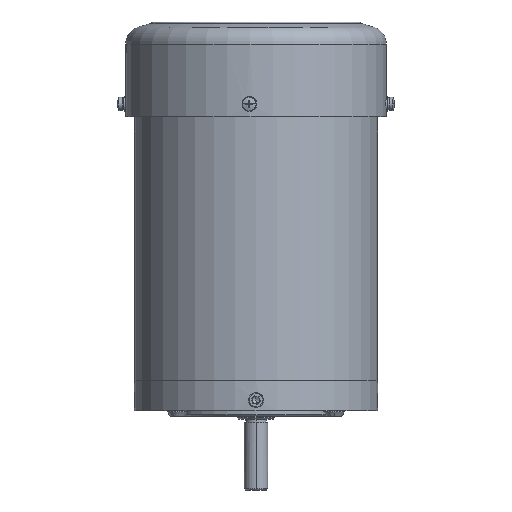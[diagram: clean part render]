
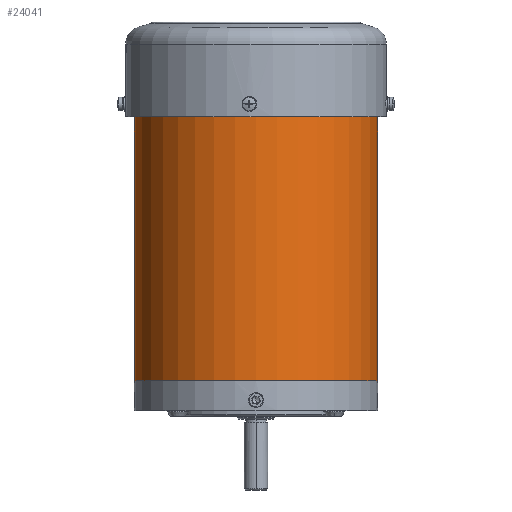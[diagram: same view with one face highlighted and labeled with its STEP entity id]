
A CAD part, front view. The second image highlights one B-rep face of the part: STEP entity #24041.
In plain terms, the highlighted cylindrical face has radius 82 mm (diameter 164 mm), a partial arc.
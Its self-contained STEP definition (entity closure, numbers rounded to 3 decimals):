
#2211 = ORIENTED_EDGE ( 'NONE', *, *, #22501, .F. ) ;
#3356 = CARTESIAN_POINT ( 'NONE',  ( 82., 0., 0. ) ) ;
#6443 = LINE ( 'NONE', #19879, #17060 ) ;
#7090 = DIRECTION ( 'NONE',  ( -1., 0., 0. ) ) ;
#8237 = DIRECTION ( 'NONE',  ( 0., 0., 1. ) ) ;
#8403 = VECTOR ( 'NONE', #20024, 1000. ) ;
#9358 = CARTESIAN_POINT ( 'NONE',  ( 82., 0., 180. ) ) ;
#9512 = LINE ( 'NONE', #9358, #8403 ) ;
#10485 = EDGE_CURVE ( 'NONE', #36032, #31642, #6443, .T. ) ;
#10674 = CARTESIAN_POINT ( 'NONE',  ( 0., 0., 180. ) ) ;
#10840 = DIRECTION ( 'NONE',  ( 0., 0., -1. ) ) ;
#11002 = CIRCLE ( 'NONE', #26336, 82. ) ;
#12958 = CIRCLE ( 'NONE', #18365, 82. ) ;
#13438 = CARTESIAN_POINT ( 'NONE',  ( 82., 0., 180. ) ) ;
#13678 = DIRECTION ( 'NONE',  ( 0., 0., 1. ) ) ;
#14543 = ORIENTED_EDGE ( 'NONE', *, *, #10485, .T. ) ;
#15119 = ORIENTED_EDGE ( 'NONE', *, *, #17397, .T. ) ;
#16991 = FACE_OUTER_BOUND ( 'NONE', #34158, .T. ) ;
#17060 = VECTOR ( 'NONE', #41208, 1000. ) ;
#17397 = EDGE_CURVE ( 'NONE', #31642, #19815, #12958, .T. ) ;
#18365 = AXIS2_PLACEMENT_3D ( 'NONE', #42372, #8237, #33348 ) ;
#18571 = EDGE_CURVE ( 'NONE', #41538, #19815, #9512, .T. ) ;
#19815 = VERTEX_POINT ( 'NONE', #3356 ) ;
#19879 = CARTESIAN_POINT ( 'NONE',  ( -82., 0., 180. ) ) ;
#20024 = DIRECTION ( 'NONE',  ( 0., 0., -1. ) ) ;
#22501 = EDGE_CURVE ( 'NONE', #36032, #41538, #11002, .T. ) ;
#24041 = ADVANCED_FACE ( 'NONE', ( #16991 ), #34925, .T. ) ;
#26336 = AXIS2_PLACEMENT_3D ( 'NONE', #35147, #13678, #38651 ) ;
#31642 = VERTEX_POINT ( 'NONE', #34514 ) ;
#33348 = DIRECTION ( 'NONE',  ( 1., 0., 0. ) ) ;
#34158 = EDGE_LOOP ( 'NONE', ( #35809, #2211, #14543, #15119 ) ) ;
#34514 = CARTESIAN_POINT ( 'NONE',  ( -82., 0., 0. ) ) ;
#34925 = CYLINDRICAL_SURFACE ( 'NONE', #43060, 82. ) ;
#35147 = CARTESIAN_POINT ( 'NONE',  ( 0., 0., 180. ) ) ;
#35809 = ORIENTED_EDGE ( 'NONE', *, *, #18571, .F. ) ;
#36032 = VERTEX_POINT ( 'NONE', #40073 ) ;
#38651 = DIRECTION ( 'NONE',  ( 1., 0., 0. ) ) ;
#40073 = CARTESIAN_POINT ( 'NONE',  ( -82., 0., 180. ) ) ;
#41208 = DIRECTION ( 'NONE',  ( 0., 0., -1. ) ) ;
#41538 = VERTEX_POINT ( 'NONE', #13438 ) ;
#42372 = CARTESIAN_POINT ( 'NONE',  ( 0., 0., 0. ) ) ;
#43060 = AXIS2_PLACEMENT_3D ( 'NONE', #10674, #10840, #7090 ) ;
